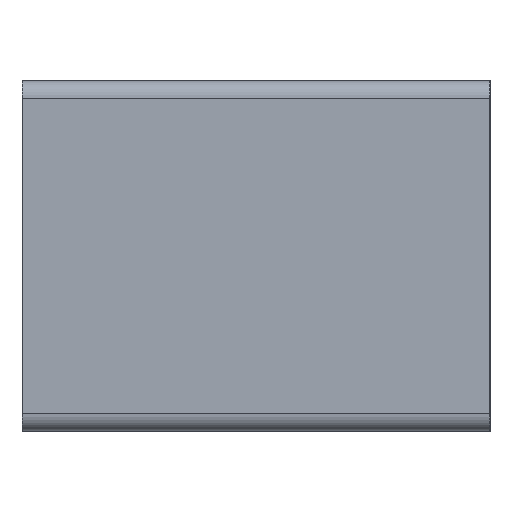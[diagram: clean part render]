
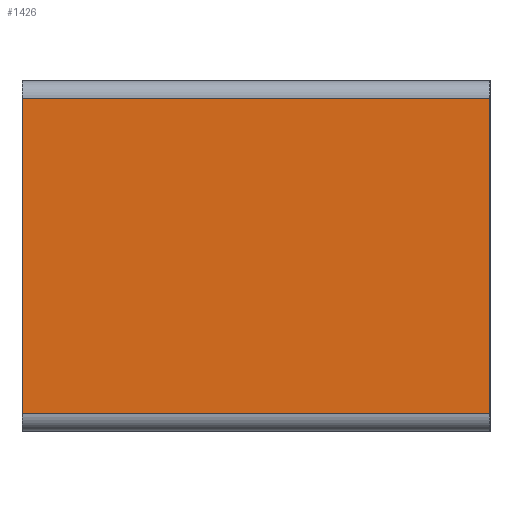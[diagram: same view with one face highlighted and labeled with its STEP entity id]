
A CAD part, left-side view. The second image highlights one B-rep face of the part: STEP entity #1426.
In plain terms, the highlighted planar face has unit normal (-1, 0, 0).
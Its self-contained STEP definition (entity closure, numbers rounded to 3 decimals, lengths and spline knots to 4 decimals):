
#115 = FACE_OUTER_BOUND ( 'NONE', #5342, .T. ) ;
#190 = VERTEX_POINT ( 'NONE', #9989 ) ;
#540 = CARTESIAN_POINT ( 'NONE',  ( -2.9181, -0.4191, -0.6265 ) ) ;
#1426 = ADVANCED_FACE ( 'NONE', ( #115 ), #21303, .T. ) ;
#1979 = VECTOR ( 'NONE', #27251, 39.3701 ) ;
#5342 = EDGE_LOOP ( 'NONE', ( #29413, #5385, #6930, #6278 ) ) ;
#5385 = ORIENTED_EDGE ( 'NONE', *, *, #14289, .T. ) ;
#5787 = VERTEX_POINT ( 'NONE', #14337 ) ;
#5841 = VERTEX_POINT ( 'NONE', #17168 ) ;
#6278 = ORIENTED_EDGE ( 'NONE', *, *, #22349, .F. ) ;
#6930 = ORIENTED_EDGE ( 'NONE', *, *, #9691, .F. ) ;
#8080 = LINE ( 'NONE', #11911, #1979 ) ;
#9614 = DIRECTION ( 'NONE',  ( -1., 0., 0. ) ) ;
#9691 = EDGE_CURVE ( 'NONE', #5787, #190, #8080, .T. ) ;
#9811 = DIRECTION ( 'NONE',  ( 0., 0., -1. ) ) ;
#9989 = CARTESIAN_POINT ( 'NONE',  ( -2.9181, 1.5809, -0.6265 ) ) ;
#10808 = AXIS2_PLACEMENT_3D ( 'NONE', #21205, #9614, #9811 ) ;
#10909 = VECTOR ( 'NONE', #22734, 39.3701 ) ;
#11911 = CARTESIAN_POINT ( 'NONE',  ( -2.9181, 1.5809, -0.5515 ) ) ;
#12449 = CARTESIAN_POINT ( 'NONE',  ( -2.9181, -0.4191, -1.3015 ) ) ;
#12555 = LINE ( 'NONE', #12449, #17993 ) ;
#13273 = VERTEX_POINT ( 'NONE', #540 ) ;
#14289 = EDGE_CURVE ( 'NONE', #13273, #190, #29151, .T. ) ;
#14337 = CARTESIAN_POINT ( 'NONE',  ( -2.9181, 1.5809, -1.9765 ) ) ;
#15274 = EDGE_CURVE ( 'NONE', #13273, #5841, #12555, .T. ) ;
#16922 = VECTOR ( 'NONE', #27736, 39.3701 ) ;
#17168 = CARTESIAN_POINT ( 'NONE',  ( -2.9181, -0.4191, -1.9765 ) ) ;
#17993 = VECTOR ( 'NONE', #28429, 39.3701 ) ;
#20150 = CARTESIAN_POINT ( 'NONE',  ( -2.9181, 0.5809, -1.9765 ) ) ;
#20304 = LINE ( 'NONE', #20150, #10909 ) ;
#21205 = CARTESIAN_POINT ( 'NONE',  ( -2.9181, 1.5809, -0.6265 ) ) ;
#21303 = PLANE ( 'NONE',  #10808 ) ;
#22349 = EDGE_CURVE ( 'NONE', #5841, #5787, #20304, .T. ) ;
#22734 = DIRECTION ( 'NONE',  ( 0., 1., 0. ) ) ;
#25433 = CARTESIAN_POINT ( 'NONE',  ( -2.9181, 0.5809, -0.6265 ) ) ;
#27251 = DIRECTION ( 'NONE',  ( 0., 0., 1. ) ) ;
#27736 = DIRECTION ( 'NONE',  ( 0., 1., 0. ) ) ;
#28429 = DIRECTION ( 'NONE',  ( 0., 0., -1. ) ) ;
#29151 = LINE ( 'NONE', #25433, #16922 ) ;
#29413 = ORIENTED_EDGE ( 'NONE', *, *, #15274, .F. ) ;
